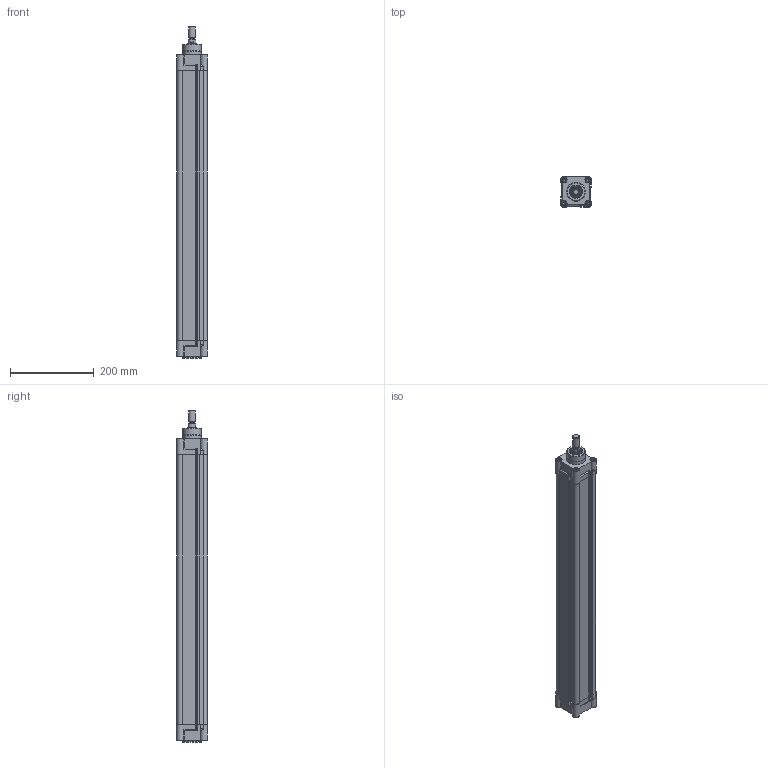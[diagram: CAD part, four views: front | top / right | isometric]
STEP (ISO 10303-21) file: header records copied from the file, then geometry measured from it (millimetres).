
FILE_DESCRIPTION(/* description */ (''),/* implementation_level */ '2;1');
FILE_NAME(/* name */ 'xl_63-600.stp',/* time_stamp */ '2017-09-07T14:42:50+02:00',/* author */ ('leitheußer'),/* organization */ (''),/* preprocessor_version */ 'ST-DEVELOPER v15.6',/* originating_system */ 'Autodesk Inventor LT ',/* authorisation */ '');
FILE_SCHEMA (('AUTOMOTIVE_DESIGN { 1 0 10303 214 3 1 1 }'));
Length unit declared in the file: millimetre
Products named in the file (1): CDEMA063_0600_X
Bounding box: 74 x 74 x 794 mm (x, y, z)
Volume: 1549659.6 mm3; surface area: 682708.3 mm2
Topology: 30 solids, 30 shells, 1049 faces, 2374 edges, 1439 vertices
Faces by surface type: plane 438, cylinder 352, cone 149, torus 74, sphere 36
Full cylindrical faces by diameter (mm): 1.5 x4, 2 x2, 2.5 x4, 3 x2, 4 x2, 4.134 x2, 4.2 x4, 4.5 x4, 5 x2, 5.9 x4, 6 x6, 6.5 x2, 6.647 x8, 7 x4, 7.4 x4, 7.75 x8, 7.85 x2, 8 x24, 9 x8, 12 x8, 13 x8, 13.5 x1, 14.376 x1, 14.95 x2, 16 x4, 19 x5, 20 x4, 20.05 x2, 23 x2, 24 x2
Entity records: 27503 total; most frequent: CARTESIAN_POINT 5294, DIRECTION 4888, ORIENTED_EDGE 3860, AXIS2_PLACEMENT_3D 2032, EDGE_CURVE 1930, EDGE_LOOP 1588, VERTEX_POINT 1390, FACE_OUTER_BOUND 1049
